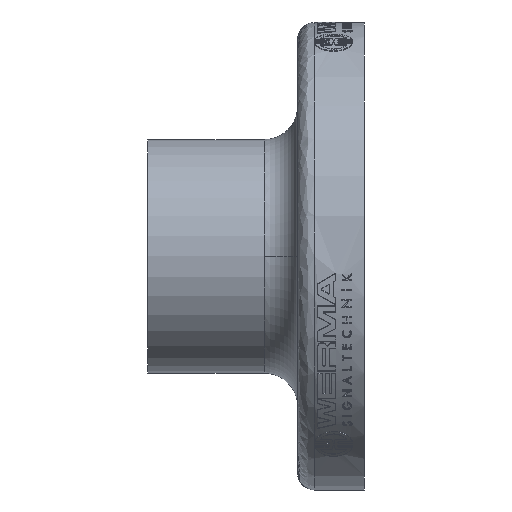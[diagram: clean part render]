
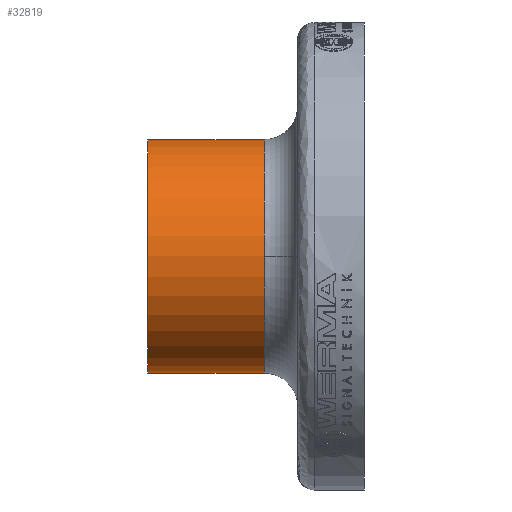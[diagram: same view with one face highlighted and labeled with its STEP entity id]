
A CAD part, front view. The second image highlights one B-rep face of the part: STEP entity #32819.
In plain terms, the highlighted cylindrical face has radius 17.5 mm (diameter 35 mm), a partial arc.
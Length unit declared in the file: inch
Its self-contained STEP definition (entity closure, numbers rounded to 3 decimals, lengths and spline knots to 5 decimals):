
#942 = CARTESIAN_POINT ( 'NONE',  ( -0.87598, 0., 0. ) ) ;
#1298 = DIRECTION ( 'NONE',  ( 1., 0., 0. ) ) ;
#1662 = EDGE_CURVE ( 'NONE', #15674, #2902, #9721, .T. ) ;
#1785 = VERTEX_POINT ( 'NONE', #26935 ) ;
#2107 = CARTESIAN_POINT ( 'NONE',  ( -0.5315, 0., 0. ) ) ;
#2902 = VERTEX_POINT ( 'NONE', #25783 ) ;
#5437 = DIRECTION ( 'NONE',  ( 0., 0., -1. ) ) ;
#8033 = DIRECTION ( 'NONE',  ( 1., 0., 0. ) ) ;
#8335 = CARTESIAN_POINT ( 'NONE',  ( -0.5315, 0., 0. ) ) ;
#9721 = CIRCLE ( 'NONE', #27258, 0.68898 ) ;
#10480 = VERTEX_POINT ( 'NONE', #30774 ) ;
#10929 = CARTESIAN_POINT ( 'NONE',  ( -1.22047, 0., 0.68898 ) ) ;
#11609 = DIRECTION ( 'NONE',  ( 0., 0., -1. ) ) ;
#12374 = CARTESIAN_POINT ( 'NONE',  ( -0.87598, 0., -0.68898 ) ) ;
#12603 = VECTOR ( 'NONE', #15639, 39.37008 ) ;
#12959 = ORIENTED_EDGE ( 'NONE', *, *, #1662, .T. ) ;
#15338 = EDGE_CURVE ( 'NONE', #2902, #10480, #38645, .T. ) ;
#15639 = DIRECTION ( 'NONE',  ( 1., 0., 0. ) ) ;
#15674 = VERTEX_POINT ( 'NONE', #10929 ) ;
#16613 = FACE_OUTER_BOUND ( 'NONE', #23542, .T. ) ;
#16866 = LINE ( 'NONE', #24240, #18903 ) ;
#18640 = AXIS2_PLACEMENT_3D ( 'NONE', #8335, #31119, #11609 ) ;
#18763 = VERTEX_POINT ( 'NONE', #23096 ) ;
#18903 = VECTOR ( 'NONE', #8033, 39.37008 ) ;
#20523 = DIRECTION ( 'NONE',  ( 1., 0., 0. ) ) ;
#20656 = DIRECTION ( 'NONE',  ( 0., 0., -1. ) ) ;
#20855 = CARTESIAN_POINT ( 'NONE',  ( -1.22047, 0., 0. ) ) ;
#21108 = ORIENTED_EDGE ( 'NONE', *, *, #26846, .F. ) ;
#21677 = ORIENTED_EDGE ( 'NONE', *, *, #25099, .F. ) ;
#23096 = CARTESIAN_POINT ( 'NONE',  ( -0.5315, 0., 0.68898 ) ) ;
#23542 = EDGE_LOOP ( 'NONE', ( #21108, #12959, #38538, #21677, #41091 ) ) ;
#24137 = DIRECTION ( 'NONE',  ( 0., 0., -1. ) ) ;
#24240 = CARTESIAN_POINT ( 'NONE',  ( -0.87598, 0., 0.68898 ) ) ;
#24920 = DIRECTION ( 'NONE',  ( 1., 0., 0. ) ) ;
#25099 = EDGE_CURVE ( 'NONE', #1785, #10480, #33415, .T. ) ;
#25783 = CARTESIAN_POINT ( 'NONE',  ( -1.22047, 0., -0.68898 ) ) ;
#26846 = EDGE_CURVE ( 'NONE', #15674, #18763, #16866, .T. ) ;
#26935 = CARTESIAN_POINT ( 'NONE',  ( -0.5315, -0.68898, 0. ) ) ;
#27258 = AXIS2_PLACEMENT_3D ( 'NONE', #20855, #1298, #24137 ) ;
#27992 = AXIS2_PLACEMENT_3D ( 'NONE', #942, #20523, #20656 ) ;
#30774 = CARTESIAN_POINT ( 'NONE',  ( -0.5315, 0., -0.68898 ) ) ;
#31119 = DIRECTION ( 'NONE',  ( 1., 0., 0. ) ) ;
#32819 = ADVANCED_FACE ( 'NONE', ( #16613 ), #36495, .T. ) ;
#33415 = CIRCLE ( 'NONE', #18640, 0.68898 ) ;
#36495 = CYLINDRICAL_SURFACE ( 'NONE', #27992, 0.68898 ) ;
#36609 = CIRCLE ( 'NONE', #39952, 0.68898 ) ;
#38538 = ORIENTED_EDGE ( 'NONE', *, *, #15338, .T. ) ;
#38645 = LINE ( 'NONE', #12374, #12603 ) ;
#39547 = EDGE_CURVE ( 'NONE', #18763, #1785, #36609, .T. ) ;
#39952 = AXIS2_PLACEMENT_3D ( 'NONE', #2107, #24920, #5437 ) ;
#41091 = ORIENTED_EDGE ( 'NONE', *, *, #39547, .F. ) ;
